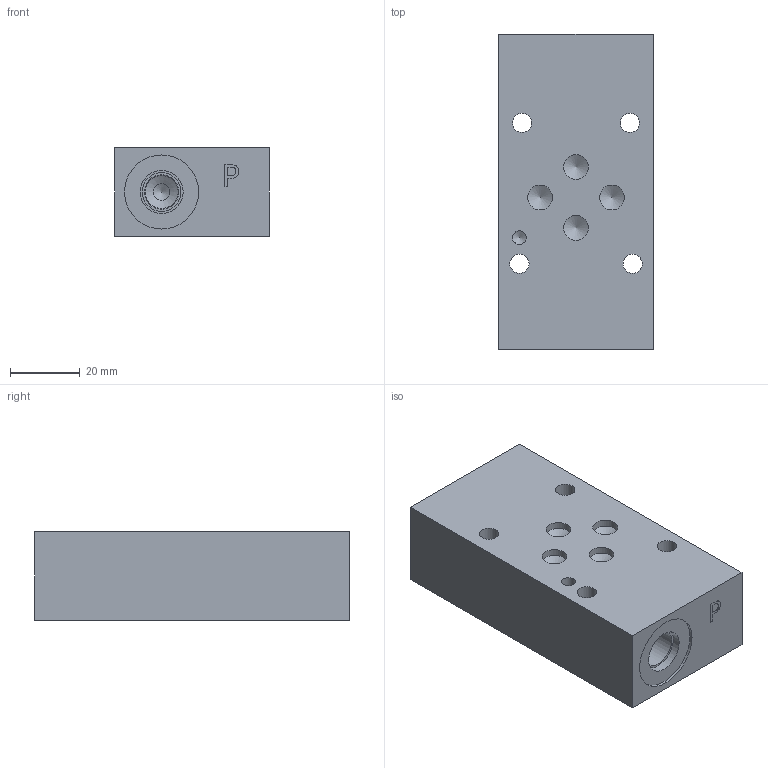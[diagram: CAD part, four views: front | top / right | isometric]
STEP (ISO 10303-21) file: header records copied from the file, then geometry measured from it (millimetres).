
FILE_DESCRIPTION(/* description */ (''),/* implementation_level */ '2;1');
FILE_NAME(/* name */ '_D03TPPT4S.stp',/* time_stamp */ '2021-12-22T07:29:48-05:00',/* author */ ('jrf'),/* organization */ (''),/* preprocessor_version */ 'ST-DEVELOPER v18.1',/* originating_system */ 'Autodesk Inventor 2022',/* authorisation */ '');
FILE_SCHEMA (('AUTOMOTIVE_DESIGN { 1 0 10303 214 3 1 1 }'));
Length unit declared in the file: millimetre
Products named in the file (1): Part_AD03TPPT4S.B00376R5_3D
Bounding box: 44.45 x 90.5 x 25.4 mm (x, y, z)
Volume: 93864.6 mm3; surface area: 18678.4 mm2
Topology: 1 solids, 1 shells, 400 faces, 1054 edges, 696 vertices
Faces by surface type: plane 267, bspline 87, cylinder 30, cone 16
Full cylindrical faces by diameter (mm): 3.175 x1, 3.962 x1, 4.775 x2, 5.537 x4, 7.137 x8, 9.525 x2, 9.881 x2, 11.125 x2, 12.395 x2, 12.7 x4, 21.285 x2
Entity records: 12971 total; most frequent: CARTESIAN_POINT 3270, ORIENTED_EDGE 2084, DIRECTION 1556, EDGE_CURVE 1042, LINE 808, VECTOR 808, VERTEX_POINT 696, EDGE_LOOP 460
